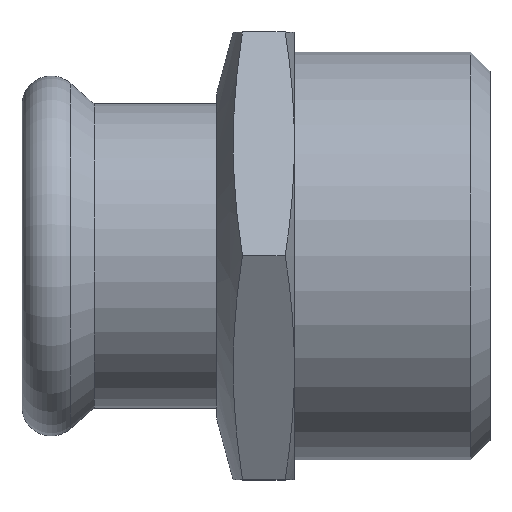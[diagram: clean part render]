
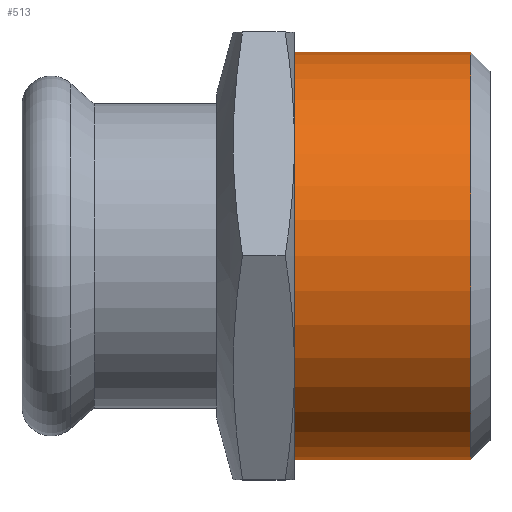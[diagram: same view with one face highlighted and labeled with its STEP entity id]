
A CAD part, top view. The second image highlights one B-rep face of the part: STEP entity #513.
In plain terms, the highlighted cylindrical face has radius 20.955 mm (diameter 41.91 mm), a full revolution.
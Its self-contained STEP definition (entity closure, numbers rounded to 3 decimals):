
#58=FACE_BOUND($,#144,.T.);
#72=CYLINDRICAL_SURFACE($,#570,20.955);
#100=FACE_OUTER_BOUND($,#143,.T.);
#143=EDGE_LOOP($,(#411));
#144=EDGE_LOOP($,(#412));
#208=CIRCLE($,#569,20.955);
#209=CIRCLE($,#571,20.955);
#252=VERTEX_POINT($,#881);
#253=VERTEX_POINT($,#884);
#310=EDGE_CURVE($,#252,#252,#208,.T.);
#311=EDGE_CURVE($,#253,#253,#209,.T.);
#411=ORIENTED_EDGE($,*,*,#311,.F.);
#412=ORIENTED_EDGE($,*,*,#310,.T.);
#513=ADVANCED_FACE($,(#100,#58),#72,.T.);
#569=AXIS2_PLACEMENT_3D($,#882,#692,#693);
#570=AXIS2_PLACEMENT_3D($,#883,#694,#695);
#571=AXIS2_PLACEMENT_3D($,#885,#696,#697);
#692=DIRECTION('center_axis',(-1.,0.,0.));
#693=DIRECTION('ref_axis',(0.,0.866,0.5));
#694=DIRECTION('center_axis',(-1.,0.,0.));
#695=DIRECTION('ref_axis',(0.,0.866,0.5));
#696=DIRECTION('center_axis',(-1.,0.,0.));
#697=DIRECTION('ref_axis',(0.,0.866,0.5));
#881=CARTESIAN_POINT('',(46.1,18.148,-10.478));
#882=CARTESIAN_POINT('Origin',(46.1,0.,0.));
#883=CARTESIAN_POINT('Origin',(37.05,0.,0.));
#884=CARTESIAN_POINT('',(28.,18.148,-10.478));
#885=CARTESIAN_POINT('Origin',(28.,0.,0.));
